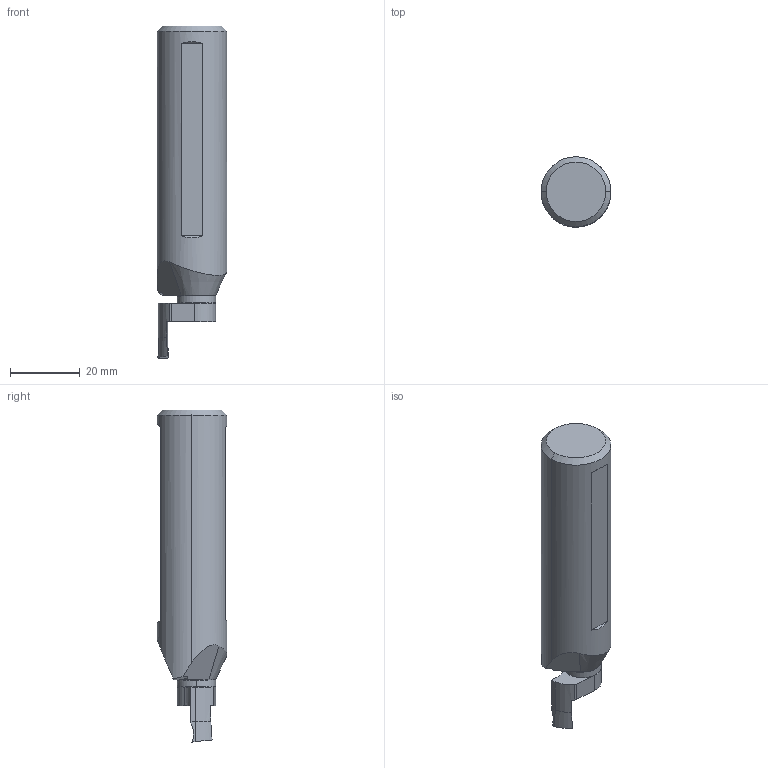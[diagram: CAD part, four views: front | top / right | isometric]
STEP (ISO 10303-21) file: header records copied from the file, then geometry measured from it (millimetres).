
FILE_DESCRIPTION(/* description */ ('3-D model version:1'),/* implementation_level */ '2;1');
FILE_NAME(/* name */ 'MB-A20-05-11R-HP',/* time_stamp */ '2015-12-10T14:52:41+01:00',/* author */ ('InteractiveCad'),/* organization */ ('AB Sandvik Coromant'),/* preprocessor_version */ 'ST-DEVELOPER v15',/* originating_system */ 'SIEMENS PLM Software NX 8.5',/* authorisation */ '');
FILE_SCHEMA (('AP203_CONFIGURATION_CONTROLLED_3D_DESIGN_OF_MECHANICAL_PARTS_AND_ASSEMBLIES_MIM_LF { 1 0 10303 403 2 1 2}'));
Length unit declared in the file: millimetre
Products named in the file (1): MB_A20_05_11R_HP_SIM
Bounding box: 20 x 20 x 94.9 mm (x, y, z)
Volume: 23826.9 mm3; surface area: 5903 mm2
Topology: 2 solids, 3 shells, 49 faces, 120 edges, 78 vertices
Faces by surface type: plane 24, cylinder 15, cone 4, torus 3, bspline 3
Entity records: 1633 total; most frequent: CARTESIAN_POINT 458, ORIENTED_EDGE 236, DIRECTION 208, EDGE_CURVE 118, VERTEX_POINT 78, AXIS2_PLACEMENT_3D 77, LINE 54, VECTOR 54
